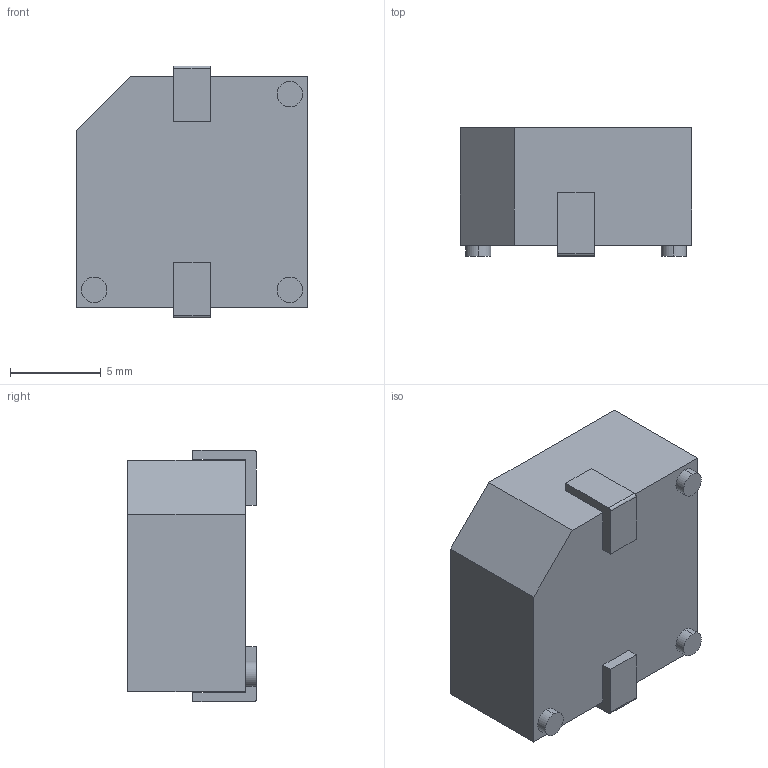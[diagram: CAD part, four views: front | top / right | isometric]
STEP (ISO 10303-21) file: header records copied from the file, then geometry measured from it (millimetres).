
FILE_DESCRIPTION (( 'STEP AP214' ), '1' );
FILE_NAME ('CUI_DEVICES_CMI-1271-85-SMT-TR.step', '2019-10-20T21:29:47', ( '' ), ( '' ), 'SwSTEP 2.0', 'SolidWorks 2019', '' );
FILE_SCHEMA (( 'AUTOMOTIVE_DESIGN' ));
Length unit declared in the file: inch
Products named in the file (1): CUI_DEVICES_CMI-1271-85-SMT-TR
Bounding box: 12.8 x 7.1 x 13.9 mm (x, y, z)
Volume: 1035.8 mm3; surface area: 726.7 mm2
Topology: 1 solids, 1 shells, 69 faces, 173 edges, 114 vertices
Faces by surface type: plane 55, cylinder 14
Entity records: 2278 total; most frequent: CARTESIAN_POINT 357, ORIENTED_EDGE 346, DIRECTION 341, EDGE_CURVE 173, LINE 145, VECTOR 145, VERTEX_POINT 114, AXIS2_PLACEMENT_3D 98
